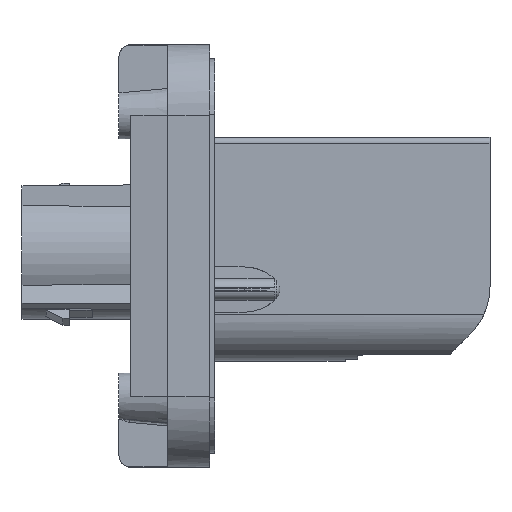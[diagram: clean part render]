
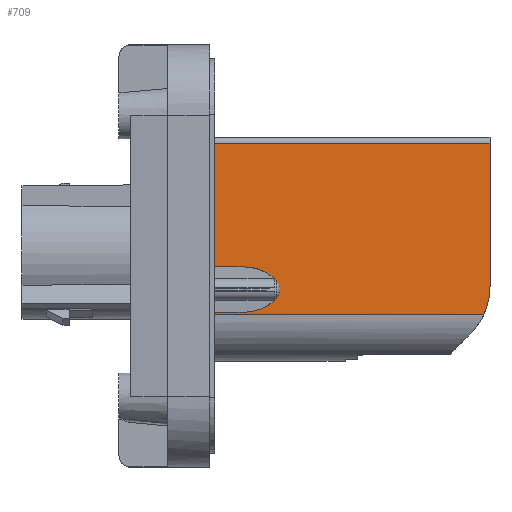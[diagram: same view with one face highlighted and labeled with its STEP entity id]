
A CAD part, left-side view. The second image highlights one B-rep face of the part: STEP entity #709.
In plain terms, the highlighted planar face has unit normal (-1, 0, 0).
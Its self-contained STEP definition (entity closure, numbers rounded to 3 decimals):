
#194=CIRCLE('',#6202,10.);
#709=ADVANCED_FACE('',(#1264),#1002,.T.);
#1002=PLANE('',#6261);
#1264=FACE_OUTER_BOUND('',#1588,.T.);
#1588=EDGE_LOOP('',(#2434,#2435,#2436,#2437,#2438));
#2434=ORIENTED_EDGE('',*,*,#4389,.F.);
#2435=ORIENTED_EDGE('',*,*,#4501,.T.);
#2436=ORIENTED_EDGE('',*,*,#4524,.F.);
#2437=ORIENTED_EDGE('',*,*,#4483,.T.);
#2438=ORIENTED_EDGE('',*,*,#4446,.F.);
#3753=VERTEX_POINT('',#9507);
#3754=VERTEX_POINT('',#9509);
#3788=VERTEX_POINT('',#9625);
#3813=VERTEX_POINT('',#9734);
#3823=VERTEX_POINT('',#9770);
#4389=EDGE_CURVE('',#3754,#3753,#5178,.T.);
#4446=EDGE_CURVE('',#3753,#3788,#194,.T.);
#4483=EDGE_CURVE('',#3813,#3788,#5223,.T.);
#4501=EDGE_CURVE('',#3754,#3823,#5236,.T.);
#4524=EDGE_CURVE('',#3813,#3823,#5254,.T.);
#5178=LINE('',#9510,#5683);
#5223=LINE('',#9733,#5728);
#5236=LINE('',#9769,#5741);
#5254=LINE('',#9815,#5759);
#5683=VECTOR('',#6885,1.);
#5728=VECTOR('',#7084,1.);
#5741=VECTOR('',#7123,1.);
#5759=VECTOR('',#7175,1.);
#6202=AXIS2_PLACEMENT_3D('',#9626,#7011,#7012);
#6261=AXIS2_PLACEMENT_3D('',#9816,#7176,#7177);
#6885=DIRECTION('',(0.,0.,-1.));
#7011=DIRECTION('',(1.,0.,0.));
#7012=DIRECTION('',(0.,0.,1.));
#7084=DIRECTION('',(0.,-1.,0.));
#7123=DIRECTION('',(0.,1.,0.));
#7175=DIRECTION('',(0.,0.,1.));
#7176=DIRECTION('',(-1.,0.,0.));
#7177=DIRECTION('',(0.,0.,1.));
#9507=CARTESIAN_POINT('',(-9.665,-21.75,-4.523));
#9509=CARTESIAN_POINT('',(-9.665,-21.75,16.79));
#9510=CARTESIAN_POINT('',(-9.665,-21.75,-15.665));
#9625=CARTESIAN_POINT('',(-9.665,-20.829,-8.715));
#9626=CARTESIAN_POINT('',(-9.665,-11.75,-4.523));
#9733=CARTESIAN_POINT('',(-9.665,-21.75,-8.715));
#9734=CARTESIAN_POINT('',(-9.665,20.05,-8.715));
#9769=CARTESIAN_POINT('',(-9.665,-21.75,16.79));
#9770=CARTESIAN_POINT('',(-9.665,20.05,16.79));
#9815=CARTESIAN_POINT('',(-9.665,20.05,-21.));
#9816=CARTESIAN_POINT('',(-9.665,-21.75,-15.665));
